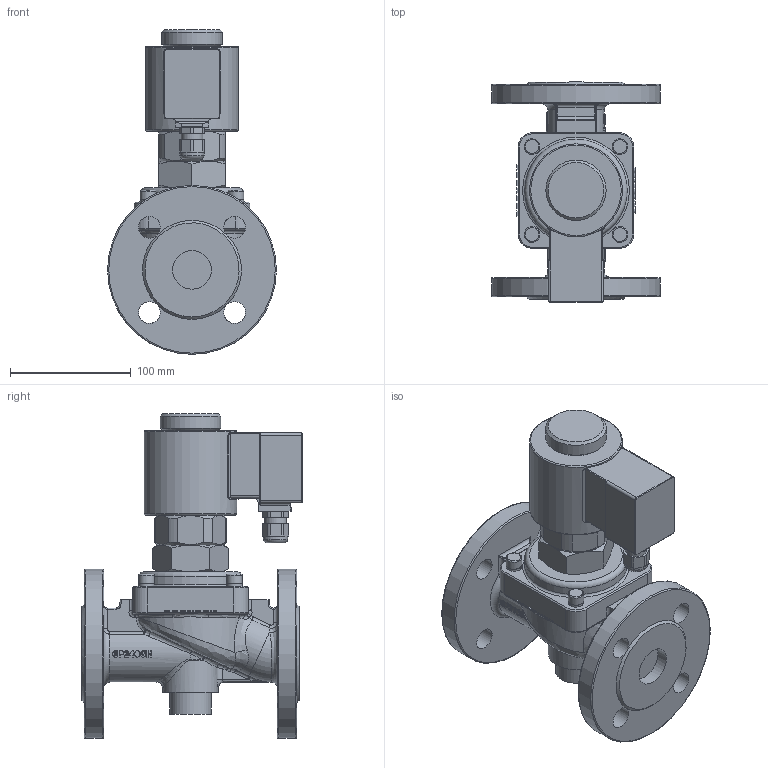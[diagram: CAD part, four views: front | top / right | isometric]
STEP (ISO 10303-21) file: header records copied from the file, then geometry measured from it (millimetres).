
FILE_DESCRIPTION(/* description */ ('3D-Modell'),/* implementation_level */ '2;1');
FILE_NAME(/* name */ '037.000890_A3704-0504-242.stp',/* time_stamp */ '2020-11-12T12:18:46+01:00',/* author */ ('LBirkmann'),/* organization */ (''),/* preprocessor_version */ 'ST-DEVELOPER v16.1',/* originating_system */ 'Autodesk Inventor 2016',/* authorisation */ '');
FILE_SCHEMA (('AUTOMOTIVE_DESIGN { 1 0 10303 214 3 1 1 }'));
Products named in the file (1): 88-004917
Bounding box: 140 x 182.5 x 269.1 mm (x, y, z)
Volume: 1813088.7 mm3; surface area: 177277.8 mm2
Topology: 1 solids, 1 shells, 811 faces, 2105 edges, 1336 vertices
Faces by surface type: plane 316, bspline 246, cylinder 155, torus 50, cone 36, sphere 8
Full cylindrical faces by diameter (mm): 6.647 x4, 8 x4, 13 x4, 18 x9, 20 x1, 32 x2, 34 x1, 46 x1, 50 x1, 77 x1, 85 x1, 140 x2
Entity records: 40435 total; most frequent: CARTESIAN_POINT 22720, ORIENTED_EDGE 4024, DIRECTION 2959, EDGE_CURVE 2012, VERTEX_POINT 1311, AXIS2_PLACEMENT_3D 1050, EDGE_LOOP 943, LINE 859
